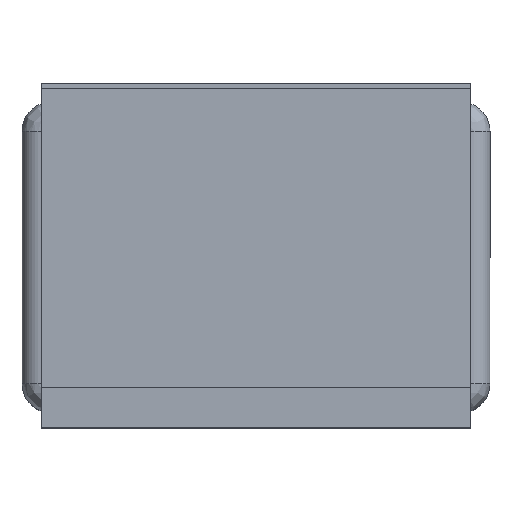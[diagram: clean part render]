
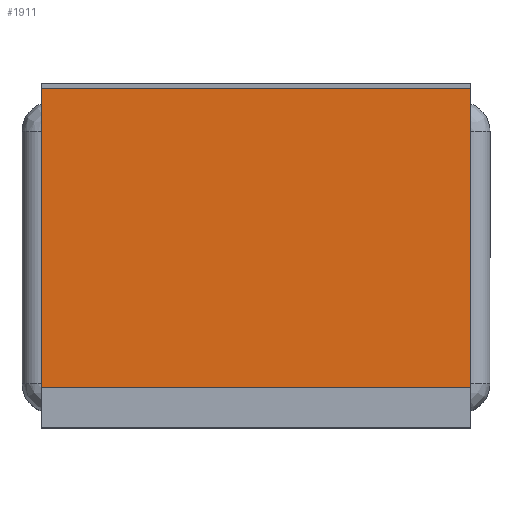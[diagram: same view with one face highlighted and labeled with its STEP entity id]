
A CAD part, top view. The second image highlights one B-rep face of the part: STEP entity #1911.
In plain terms, the highlighted planar face has unit normal (0, 0, 1).
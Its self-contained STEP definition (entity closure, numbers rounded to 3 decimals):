
#136 = CARTESIAN_POINT ( 'NONE',  ( -1.105, 0.2, 1.325 ) ) ;
#137 = DIRECTION ( 'NONE',  ( -1., 0., 0. ) ) ;
#172 = LINE ( 'NONE', #136, #2047 ) ;
#176 = LINE ( 'NONE', #242, #2052 ) ;
#177 = LINE ( 'NONE', #244, #2044 ) ;
#178 = LINE ( 'NONE', #246, #2051 ) ;
#242 = CARTESIAN_POINT ( 'NONE',  ( 1.105, 1.74, 1.325 ) ) ;
#243 = DIRECTION ( 'NONE',  ( 1., 0., 0. ) ) ;
#244 = CARTESIAN_POINT ( 'NONE',  ( 1.105, 1.74, 1.325 ) ) ;
#245 = DIRECTION ( 'NONE',  ( 0., -1., 0. ) ) ;
#246 = CARTESIAN_POINT ( 'NONE',  ( -1.105, 1.74, 1.325 ) ) ;
#247 = DIRECTION ( 'NONE',  ( 0., 1., 0. ) ) ;
#1740 = VERTEX_POINT ( 'NONE', #1772 ) ;
#1772 = CARTESIAN_POINT ( 'NONE',  ( -1.105, 1.74, 1.325 ) ) ;
#1777 = CARTESIAN_POINT ( 'NONE',  ( -1.105, 0.2, 1.325 ) ) ;
#1784 = CARTESIAN_POINT ( 'NONE',  ( 1.105, 0.2, 1.325 ) ) ;
#1785 = CARTESIAN_POINT ( 'NONE',  ( 1.105, 1.74, 1.325 ) ) ;
#1812 = VERTEX_POINT ( 'NONE', #1777 ) ;
#1819 = VERTEX_POINT ( 'NONE', #1784 ) ;
#1820 = VERTEX_POINT ( 'NONE', #1785 ) ;
#1890 = AXIS2_PLACEMENT_3D ( 'NONE', #2843, #2844, #2845 ) ;
#1911 = ADVANCED_FACE ( 'NONE', ( #2763 ), #2842, .F. ) ;
#2044 = VECTOR ( 'NONE', #245, 1000. ) ;
#2047 = VECTOR ( 'NONE', #137, 1000. ) ;
#2051 = VECTOR ( 'NONE', #247, 1000. ) ;
#2052 = VECTOR ( 'NONE', #243, 1000. ) ;
#2158 = EDGE_LOOP ( 'NONE', ( #2299, #2301, #2300, #2302 ) ) ;
#2239 = EDGE_CURVE ( 'NONE', #1819, #1812, #172, .T. ) ;
#2243 = EDGE_CURVE ( 'NONE', #1740, #1820, #176, .T. ) ;
#2244 = EDGE_CURVE ( 'NONE', #1820, #1819, #177, .T. ) ;
#2245 = EDGE_CURVE ( 'NONE', #1812, #1740, #178, .T. ) ;
#2299 = ORIENTED_EDGE ( 'NONE', *, *, #2244, .F. ) ;
#2300 = ORIENTED_EDGE ( 'NONE', *, *, #2245, .F. ) ;
#2301 = ORIENTED_EDGE ( 'NONE', *, *, #2243, .F. ) ;
#2302 = ORIENTED_EDGE ( 'NONE', *, *, #2239, .F. ) ;
#2763 = FACE_OUTER_BOUND ( 'NONE', #2158, .T. ) ;
#2842 = PLANE ( 'NONE',  #1890 ) ;
#2843 = CARTESIAN_POINT ( 'NONE',  ( -1.105, 1.74, 1.325 ) ) ;
#2844 = DIRECTION ( 'NONE',  ( 0., 0., -1. ) ) ;
#2845 = DIRECTION ( 'NONE',  ( -1., 0., 0. ) ) ;
